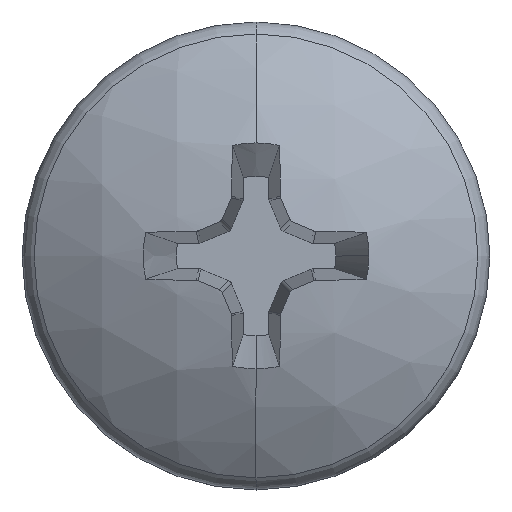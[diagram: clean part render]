
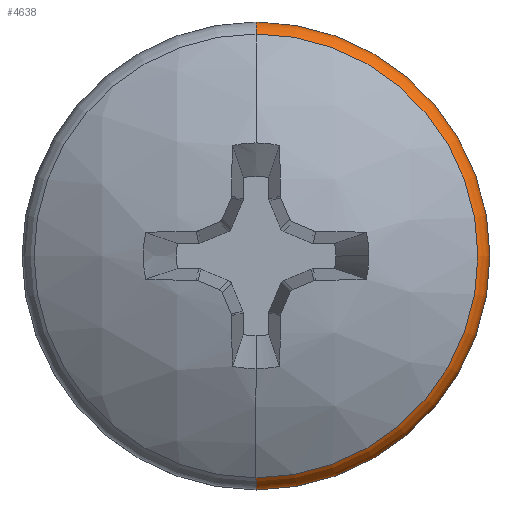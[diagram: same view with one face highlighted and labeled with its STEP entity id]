
A CAD part, top view. The second image highlights one B-rep face of the part: STEP entity #4638.
In plain terms, the highlighted toroidal (fillet/blend) face has major radius 4.129 mm and minor radius 0.608 mm.
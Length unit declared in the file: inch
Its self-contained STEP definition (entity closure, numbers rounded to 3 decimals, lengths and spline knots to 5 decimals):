
#178 = DIRECTION ( 'NONE',  ( 0., 0., 1. ) ) ;
#255 = CARTESIAN_POINT ( 'NONE',  ( 0., 0., 0.55485 ) ) ;
#264 = DIRECTION ( 'NONE',  ( 0., -1., 0. ) ) ;
#305 = DIRECTION ( 'NONE',  ( 0., -1., 0. ) ) ;
#324 = CARTESIAN_POINT ( 'NONE',  ( 0., 0., 0.574 ) ) ;
#336 = DIRECTION ( 'NONE',  ( 0., 0., 1. ) ) ;
#840 = VERTEX_POINT ( 'NONE', #2429 ) ;
#845 = VERTEX_POINT ( 'NONE', #2421 ) ;
#1231 = CARTESIAN_POINT ( 'NONE',  ( 0., -0.17693, 0.574 ) ) ;
#1236 = CARTESIAN_POINT ( 'NONE',  ( 0., -0.1865, 0.55485 ) ) ;
#1354 = CARTESIAN_POINT ( 'NONE',  ( 0., 0.17693, 0.574 ) ) ;
#2058 = EDGE_CURVE ( 'NONE', #2750, #845, #2983, .T. ) ;
#2067 = EDGE_CURVE ( 'NONE', #2750, #2762, #2992, .T. ) ;
#2071 = EDGE_CURVE ( 'NONE', #840, #2845, #2994, .T. ) ;
#2122 = EDGE_CURVE ( 'NONE', #845, #840, #3036, .T. ) ;
#2124 = EDGE_CURVE ( 'NONE', #2762, #2845, #3042, .T. ) ;
#2269 = DIRECTION ( 'NONE',  ( 0., -1., 0. ) ) ;
#2271 = DIRECTION ( 'NONE',  ( 0., 0., 1. ) ) ;
#2272 = CARTESIAN_POINT ( 'NONE',  ( 0., 0., 0.55485 ) ) ;
#2304 = DIRECTION ( 'NONE',  ( 0., 0., 1. ) ) ;
#2305 = DIRECTION ( 'NONE',  ( -1., 0., 0. ) ) ;
#2306 = CARTESIAN_POINT ( 'NONE',  ( 0., -0.16256, 0.55485 ) ) ;
#2421 = CARTESIAN_POINT ( 'NONE',  ( 0.1865, 0., 0.55485 ) ) ;
#2429 = CARTESIAN_POINT ( 'NONE',  ( 0., 0.1865, 0.55485 ) ) ;
#2682 = DIRECTION ( 'NONE',  ( 0., 1., 0. ) ) ;
#2685 = DIRECTION ( 'NONE',  ( 1., 0., 0. ) ) ;
#2686 = CARTESIAN_POINT ( 'NONE',  ( 0., 0.16256, 0.55485 ) ) ;
#2750 = VERTEX_POINT ( 'NONE', #1236 ) ;
#2762 = VERTEX_POINT ( 'NONE', #1231 ) ;
#2845 = VERTEX_POINT ( 'NONE', #1354 ) ;
#2983 = CIRCLE ( 'NONE', #4795, 0.1865 ) ;
#2992 = CIRCLE ( 'NONE', #4798, 0.02394 ) ;
#2994 = CIRCLE ( 'NONE', #4801, 0.02394 ) ;
#3036 = CIRCLE ( 'NONE', #4819, 0.1865 ) ;
#3042 = CIRCLE ( 'NONE', #4820, 0.17693 ) ;
#3324 = TOROIDAL_SURFACE ( 'NONE', #4944, 0.16256, 0.02394 ) ;
#3331 = FACE_OUTER_BOUND ( 'NONE', #3974, .T. ) ;
#3831 = ORIENTED_EDGE ( 'NONE', *, *, #2058, .T. ) ;
#3920 = ORIENTED_EDGE ( 'NONE', *, *, #2122, .T. ) ;
#3928 = ORIENTED_EDGE ( 'NONE', *, *, #2124, .F. ) ;
#3974 = EDGE_LOOP ( 'NONE', ( #3920, #4078, #3928, #4077, #3831 ) ) ;
#4077 = ORIENTED_EDGE ( 'NONE', *, *, #2067, .F. ) ;
#4078 = ORIENTED_EDGE ( 'NONE', *, *, #2071, .T. ) ;
#4491 = DIRECTION ( 'NONE',  ( 0., 0., 1. ) ) ;
#4492 = CARTESIAN_POINT ( 'NONE',  ( 0., 0., 0.55485 ) ) ;
#4496 = DIRECTION ( 'NONE',  ( 0., -1., 0. ) ) ;
#4638 = ADVANCED_FACE ( 'NONE', ( #3331 ), #3324, .T. ) ;
#4795 = AXIS2_PLACEMENT_3D ( 'NONE', #2272, #2271, #2269 ) ;
#4798 = AXIS2_PLACEMENT_3D ( 'NONE', #2306, #2305, #2304 ) ;
#4801 = AXIS2_PLACEMENT_3D ( 'NONE', #2686, #2685, #2682 ) ;
#4819 = AXIS2_PLACEMENT_3D ( 'NONE', #255, #336, #305 ) ;
#4820 = AXIS2_PLACEMENT_3D ( 'NONE', #324, #178, #264 ) ;
#4944 = AXIS2_PLACEMENT_3D ( 'NONE', #4492, #4491, #4496 ) ;
